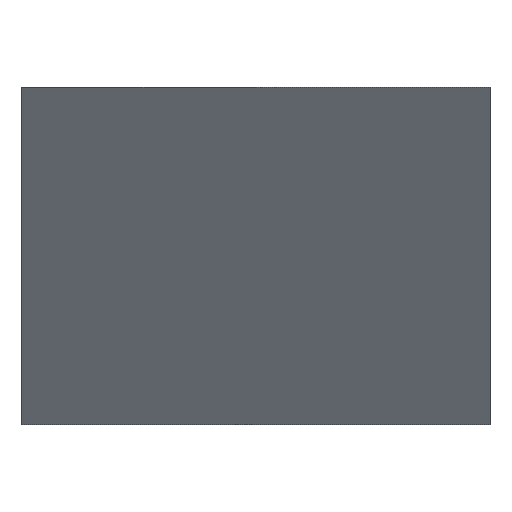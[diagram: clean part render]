
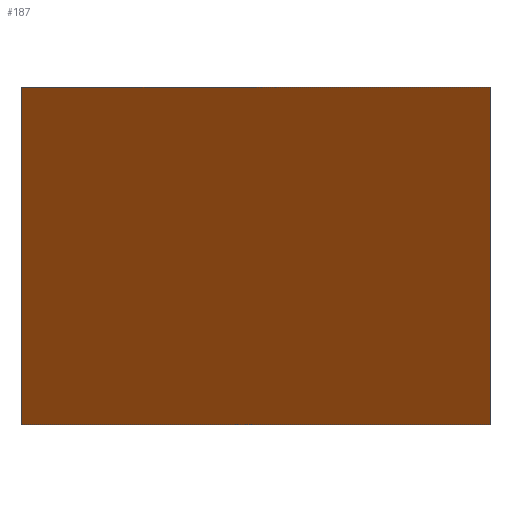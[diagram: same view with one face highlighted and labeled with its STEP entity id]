
A CAD part, left-side view. The second image highlights one B-rep face of the part: STEP entity #187.
In plain terms, the highlighted planar face has unit normal (-0.707, 0.707, 0).
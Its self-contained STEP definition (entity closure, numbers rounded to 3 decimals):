
#13 = ORIENTED_EDGE ( 'NONE', *, *, #128, .F. ) ;
#14 = LINE ( 'NONE', #107, #83 ) ;
#19 = CARTESIAN_POINT ( 'NONE',  ( -80., 0., 0. ) ) ;
#30 = AXIS2_PLACEMENT_3D ( 'NONE', #67, #54, #93 ) ;
#43 = VECTOR ( 'NONE', #45, 1000. ) ;
#44 = VERTEX_POINT ( 'NONE', #49 ) ;
#45 = DIRECTION ( 'NONE',  ( 0., 0., -1. ) ) ;
#46 = ORIENTED_EDGE ( 'NONE', *, *, #158, .T. ) ;
#49 = CARTESIAN_POINT ( 'NONE',  ( -121.55, -41.55, 30. ) ) ;
#51 = EDGE_CURVE ( 'NONE', #44, #151, #87, .T. ) ;
#54 = DIRECTION ( 'NONE',  ( 0.707, -0.707, 0. ) ) ;
#57 = VECTOR ( 'NONE', #90, 1000. ) ;
#67 = CARTESIAN_POINT ( 'NONE',  ( -80., 0., 30. ) ) ;
#73 = CARTESIAN_POINT ( 'NONE',  ( -121.55, -41.55, 30. ) ) ;
#80 = VERTEX_POINT ( 'NONE', #19 ) ;
#83 = VECTOR ( 'NONE', #123, 1000. ) ;
#87 = LINE ( 'NONE', #73, #43 ) ;
#90 = DIRECTION ( 'NONE',  ( -0.707, -0.707, 0. ) ) ;
#93 = DIRECTION ( 'NONE',  ( 0.707, 0.707, 0. ) ) ;
#98 = VECTOR ( 'NONE', #99, 1000. ) ;
#99 = DIRECTION ( 'NONE',  ( 0., 0., -1. ) ) ;
#103 = EDGE_LOOP ( 'NONE', ( #46, #155, #13, #110 ) ) ;
#107 = CARTESIAN_POINT ( 'NONE',  ( -80., 0., 30. ) ) ;
#110 = ORIENTED_EDGE ( 'NONE', *, *, #149, .T. ) ;
#123 = DIRECTION ( 'NONE',  ( -0.707, -0.707, 0. ) ) ;
#128 = EDGE_CURVE ( 'NONE', #170, #44, #14, .T. ) ;
#135 = PLANE ( 'NONE',  #30 ) ;
#137 = CARTESIAN_POINT ( 'NONE',  ( -80., 0., 30. ) ) ;
#140 = FACE_OUTER_BOUND ( 'NONE', #103, .T. ) ;
#149 = EDGE_CURVE ( 'NONE', #170, #80, #169, .T. ) ;
#151 = VERTEX_POINT ( 'NONE', #152 ) ;
#152 = CARTESIAN_POINT ( 'NONE',  ( -121.55, -41.55, 0. ) ) ;
#154 = CARTESIAN_POINT ( 'NONE',  ( -80., 0., 30. ) ) ;
#155 = ORIENTED_EDGE ( 'NONE', *, *, #51, .F. ) ;
#157 = CARTESIAN_POINT ( 'NONE',  ( -80., 0., 0. ) ) ;
#158 = EDGE_CURVE ( 'NONE', #80, #151, #185, .T. ) ;
#169 = LINE ( 'NONE', #154, #98 ) ;
#170 = VERTEX_POINT ( 'NONE', #137 ) ;
#185 = LINE ( 'NONE', #157, #57 ) ;
#187 = ADVANCED_FACE ( 'NONE', ( #140 ), #135, .F. ) ;
